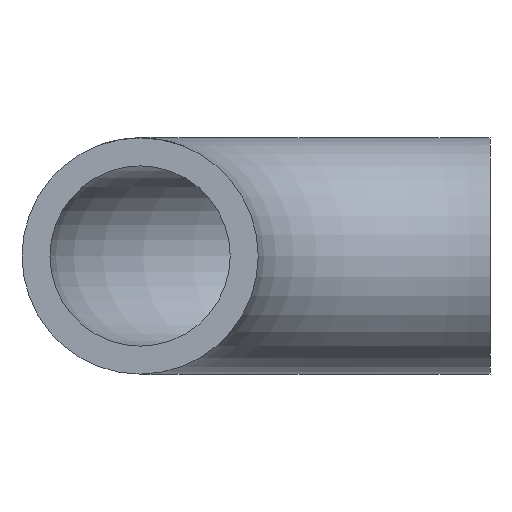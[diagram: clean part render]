
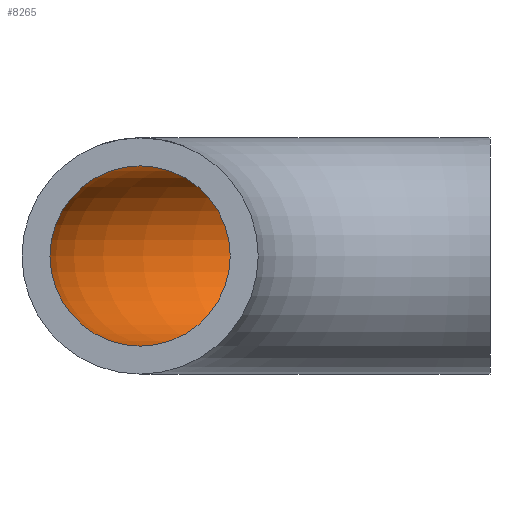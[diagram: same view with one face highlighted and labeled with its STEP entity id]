
A CAD part, front view. The second image highlights one B-rep face of the part: STEP entity #8265.
In plain terms, the highlighted toroidal (fillet/blend) face has major radius 20 mm and minor radius 5.15 mm.
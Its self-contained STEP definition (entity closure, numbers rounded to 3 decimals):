
#260 = VERTEX_POINT ( 'NONE', #2291 ) ;
#579 = TOROIDAL_SURFACE ( 'NONE', #7605, 20., 5.15 ) ;
#1730 = CIRCLE ( 'NONE', #7106, 5.15 ) ;
#1806 = FACE_OUTER_BOUND ( 'NONE', #4539, .T. ) ;
#1947 = DIRECTION ( 'NONE',  ( 0., 1., 0. ) ) ;
#1966 = ORIENTED_EDGE ( 'NONE', *, *, #6410, .T. ) ;
#2291 = CARTESIAN_POINT ( 'NONE',  ( -20., 0., 5.15 ) ) ;
#2586 = CARTESIAN_POINT ( 'NONE',  ( 0., 20., 0. ) ) ;
#2589 = DIRECTION ( 'NONE',  ( 0., 1., 0. ) ) ;
#2863 = CARTESIAN_POINT ( 'NONE',  ( 0., 25.15, 0. ) ) ;
#2965 = EDGE_CURVE ( 'NONE', #260, #260, #7142, .T. ) ;
#3162 = ORIENTED_EDGE ( 'NONE', *, *, #2965, .F. ) ;
#3259 = CARTESIAN_POINT ( 'NONE',  ( 0., 0., 0. ) ) ;
#3638 = VERTEX_POINT ( 'NONE', #2863 ) ;
#4113 = EDGE_LOOP ( 'NONE', ( #1966 ) ) ;
#4539 = EDGE_LOOP ( 'NONE', ( #3162 ) ) ;
#4618 = DIRECTION ( 'NONE',  ( 0., 0., -1. ) ) ;
#4773 = FACE_OUTER_BOUND ( 'NONE', #4113, .T. ) ;
#5094 = DIRECTION ( 'NONE',  ( 0., 0., 1. ) ) ;
#5931 = DIRECTION ( 'NONE',  ( 1., 0., 0. ) ) ;
#6410 = EDGE_CURVE ( 'NONE', #3638, #3638, #1730, .T. ) ;
#6442 = CARTESIAN_POINT ( 'NONE',  ( -20., 0., 0. ) ) ;
#7106 = AXIS2_PLACEMENT_3D ( 'NONE', #2586, #5931, #1947 ) ;
#7142 = CIRCLE ( 'NONE', #7277, 5.15 ) ;
#7277 = AXIS2_PLACEMENT_3D ( 'NONE', #6442, #2589, #5094 ) ;
#7605 = AXIS2_PLACEMENT_3D ( 'NONE', #3259, #4618, #7844 ) ;
#7844 = DIRECTION ( 'NONE',  ( -1., 0., 0. ) ) ;
#8265 = ADVANCED_FACE ( 'NONE', ( #4773, #1806 ), #579, .F. ) ;
